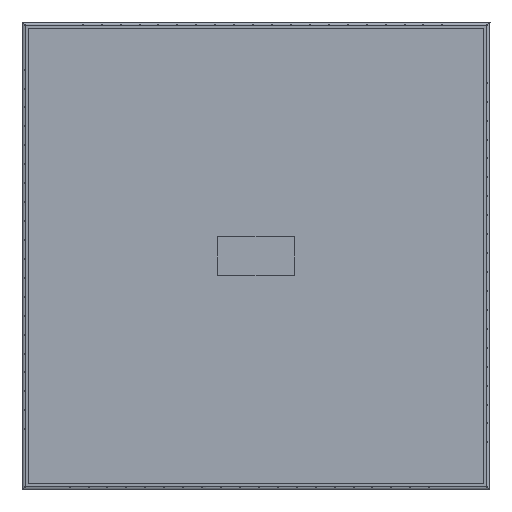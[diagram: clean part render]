
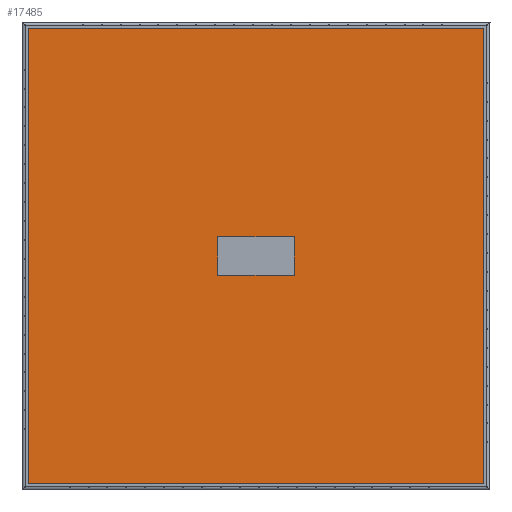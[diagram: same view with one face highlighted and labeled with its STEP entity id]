
A CAD part, front view. The second image highlights one B-rep face of the part: STEP entity #17485.
In plain terms, the highlighted planar face has unit normal (0, -1, 0).
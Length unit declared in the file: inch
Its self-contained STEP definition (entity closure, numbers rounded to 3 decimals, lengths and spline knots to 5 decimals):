
#861 = CARTESIAN_POINT ( 'NONE',  ( -12., 18., 6. ) ) ;
#1064 = CARTESIAN_POINT ( 'NONE',  ( 12., 18., -6. ) ) ;
#1234 = DIRECTION ( 'NONE',  ( 1., 0., 0. ) ) ;
#2103 = EDGE_LOOP ( 'NONE', ( #10083, #19683, #14161, #2594 ) ) ;
#2579 = CARTESIAN_POINT ( 'NONE',  ( -72., 18., 72. ) ) ;
#2594 = ORIENTED_EDGE ( 'NONE', *, *, #6141, .T. ) ;
#2617 = VECTOR ( 'NONE', #13382, 39.37008 ) ;
#2690 = LINE ( 'NONE', #8912, #2617 ) ;
#2697 = PLANE ( 'NONE',  #9990 ) ;
#2858 = ORIENTED_EDGE ( 'NONE', *, *, #5607, .F. ) ;
#2964 = LINE ( 'NONE', #6114, #9855 ) ;
#3186 = CARTESIAN_POINT ( 'NONE',  ( -12., 18., -6. ) ) ;
#3405 = CARTESIAN_POINT ( 'NONE',  ( 0., 18., 0. ) ) ;
#4055 = VERTEX_POINT ( 'NONE', #12563 ) ;
#4349 = CARTESIAN_POINT ( 'NONE',  ( 12., 18., 6. ) ) ;
#4436 = EDGE_CURVE ( 'NONE', #16563, #14226, #2964, .T. ) ;
#4787 = DIRECTION ( 'NONE',  ( 1., 0., 0. ) ) ;
#5607 = EDGE_CURVE ( 'NONE', #19008, #4055, #18250, .T. ) ;
#5742 = FACE_BOUND ( 'NONE', #2103, .T. ) ;
#5925 = LINE ( 'NONE', #2579, #14860 ) ;
#5945 = FACE_OUTER_BOUND ( 'NONE', #15938, .T. ) ;
#6040 = VECTOR ( 'NONE', #12517, 39.37008 ) ;
#6114 = CARTESIAN_POINT ( 'NONE',  ( 72., 18., -72. ) ) ;
#6141 = EDGE_CURVE ( 'NONE', #11095, #10428, #14243, .T. ) ;
#7982 = DIRECTION ( 'NONE',  ( 0., -1., 0. ) ) ;
#8378 = ORIENTED_EDGE ( 'NONE', *, *, #4436, .T. ) ;
#8912 = CARTESIAN_POINT ( 'NONE',  ( -12., 18., -6. ) ) ;
#9367 = CARTESIAN_POINT ( 'NONE',  ( -72., 18., -72. ) ) ;
#9452 = CARTESIAN_POINT ( 'NONE',  ( 72., 18., -72. ) ) ;
#9804 = VECTOR ( 'NONE', #18998, 39.37008 ) ;
#9855 = VECTOR ( 'NONE', #4787, 39.37008 ) ;
#9990 = AXIS2_PLACEMENT_3D ( 'NONE', #3405, #7982, #18684 ) ;
#10083 = ORIENTED_EDGE ( 'NONE', *, *, #11703, .F. ) ;
#10415 = DIRECTION ( 'NONE',  ( 0., 0., -1. ) ) ;
#10428 = VERTEX_POINT ( 'NONE', #861 ) ;
#10464 = ORIENTED_EDGE ( 'NONE', *, *, #17743, .T. ) ;
#10495 = VERTEX_POINT ( 'NONE', #1064 ) ;
#10789 = LINE ( 'NONE', #17014, #17059 ) ;
#10879 = EDGE_CURVE ( 'NONE', #10495, #11095, #2690, .T. ) ;
#11095 = VERTEX_POINT ( 'NONE', #3186 ) ;
#11569 = VERTEX_POINT ( 'NONE', #4349 ) ;
#11571 = VECTOR ( 'NONE', #19945, 39.37008 ) ;
#11703 = EDGE_CURVE ( 'NONE', #11569, #10428, #14222, .T. ) ;
#12517 = DIRECTION ( 'NONE',  ( 0., 0., 1. ) ) ;
#12563 = CARTESIAN_POINT ( 'NONE',  ( 72., 18., 72. ) ) ;
#13382 = DIRECTION ( 'NONE',  ( -1., 0., 0. ) ) ;
#13671 = ORIENTED_EDGE ( 'NONE', *, *, #16630, .F. ) ;
#13913 = EDGE_CURVE ( 'NONE', #10495, #11569, #10789, .T. ) ;
#14044 = CARTESIAN_POINT ( 'NONE',  ( 72., 18., 72. ) ) ;
#14161 = ORIENTED_EDGE ( 'NONE', *, *, #10879, .T. ) ;
#14222 = LINE ( 'NONE', #14322, #9804 ) ;
#14226 = VERTEX_POINT ( 'NONE', #9452 ) ;
#14243 = LINE ( 'NONE', #15697, #6040 ) ;
#14322 = CARTESIAN_POINT ( 'NONE',  ( -12., 18., 6. ) ) ;
#14860 = VECTOR ( 'NONE', #10415, 39.37008 ) ;
#15214 = CARTESIAN_POINT ( 'NONE',  ( 72., 18., 72. ) ) ;
#15697 = CARTESIAN_POINT ( 'NONE',  ( -12., 18., -6. ) ) ;
#15938 = EDGE_LOOP ( 'NONE', ( #13671, #2858, #10464, #8378 ) ) ;
#16448 = CARTESIAN_POINT ( 'NONE',  ( -72., 18., 72. ) ) ;
#16563 = VERTEX_POINT ( 'NONE', #9367 ) ;
#16630 = EDGE_CURVE ( 'NONE', #4055, #14226, #19842, .T. ) ;
#17014 = CARTESIAN_POINT ( 'NONE',  ( 12., 18., -6. ) ) ;
#17059 = VECTOR ( 'NONE', #20157, 39.37008 ) ;
#17485 = ADVANCED_FACE ( 'NONE', ( #5945, #5742 ), #2697, .T. ) ;
#17743 = EDGE_CURVE ( 'NONE', #19008, #16563, #5925, .T. ) ;
#18063 = VECTOR ( 'NONE', #1234, 39.37008 ) ;
#18250 = LINE ( 'NONE', #15214, #18063 ) ;
#18684 = DIRECTION ( 'NONE',  ( 0., 0., -1. ) ) ;
#18998 = DIRECTION ( 'NONE',  ( -1., 0., 0. ) ) ;
#19008 = VERTEX_POINT ( 'NONE', #16448 ) ;
#19683 = ORIENTED_EDGE ( 'NONE', *, *, #13913, .F. ) ;
#19842 = LINE ( 'NONE', #14044, #11571 ) ;
#19945 = DIRECTION ( 'NONE',  ( 0., 0., -1. ) ) ;
#20157 = DIRECTION ( 'NONE',  ( 0., 0., 1. ) ) ;
